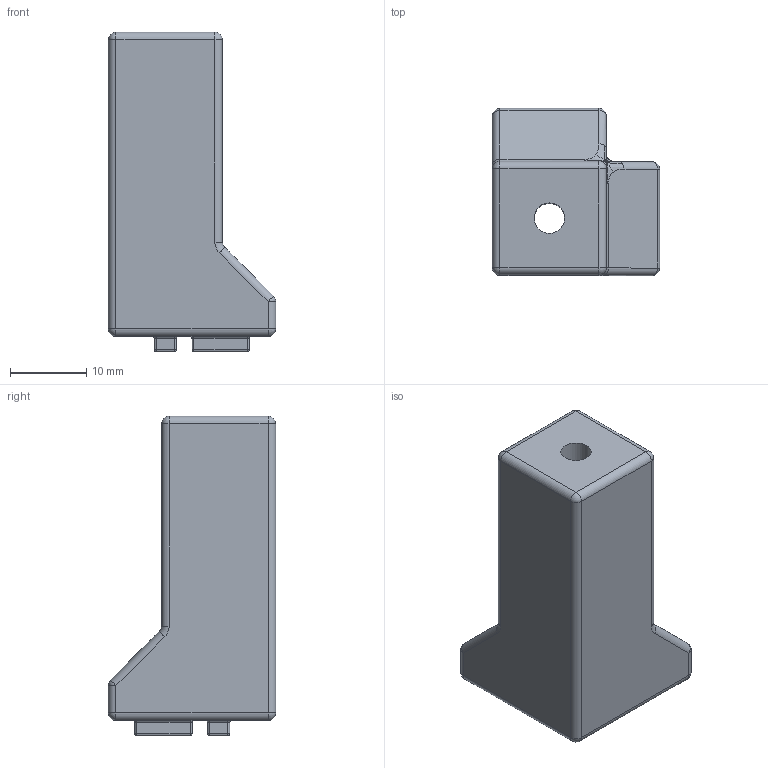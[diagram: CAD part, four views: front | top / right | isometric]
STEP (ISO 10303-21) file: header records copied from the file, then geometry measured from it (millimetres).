
FILE_DESCRIPTION(/* description */ (''),/* implementation_level */ '2;1');
FILE_NAME(/* name */ 'Foot_Front_Extended_Keyed.step',/* time_stamp */ '2021-04-15T22:34:22-04:00',/* author */ (''),/* organization */ (''),/* preprocessor_version */ 'ST-DEVELOPER v18.1',/* originating_system */ 'Autodesk Translation Framework v10.6.0.1341',/* authorisation */ '');
FILE_SCHEMA (('AUTOMOTIVE_DESIGN { 1 0 10303 214 3 1 1 }'));
Length unit declared in the file: millimetre
Products named in the file (1): Foot_Front_Modified
Bounding box: 22 x 22 x 42 mm (x, y, z)
Volume: 10301.6 mm3; surface area: 3785.3 mm2
Topology: 1 solids, 1 shells, 118 faces, 248 edges, 134 vertices
Faces by surface type: cylinder 52, plane 22, sphere 21, bspline 12, torus 11
Full cylindrical faces by diameter (mm): 4 x1
Entity records: 4474 total; most frequent: CARTESIAN_POINT 1929, DIRECTION 567, ORIENTED_EDGE 496, EDGE_CURVE 248, AXIS2_PLACEMENT_3D 232, VERTEX_POINT 134, CIRCLE 125, EDGE_LOOP 122
